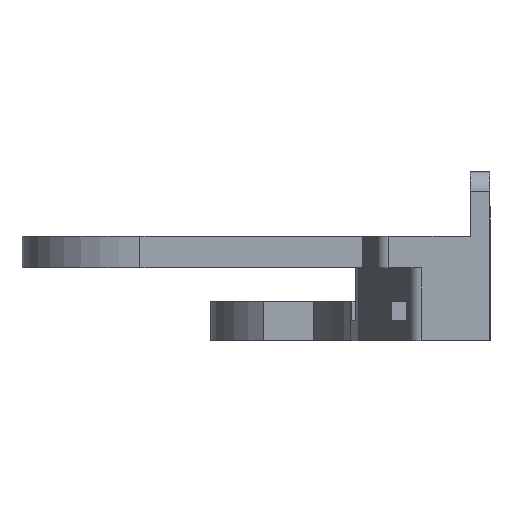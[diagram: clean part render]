
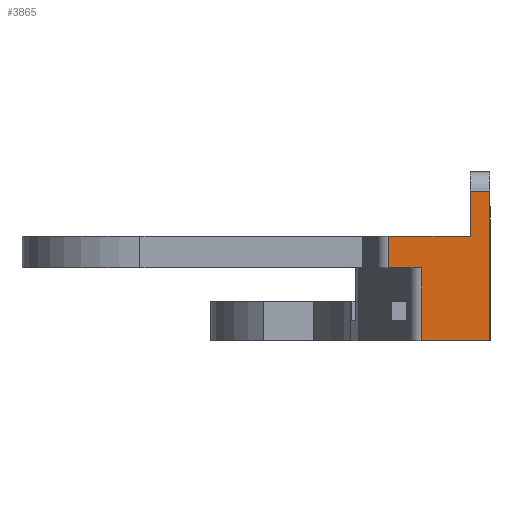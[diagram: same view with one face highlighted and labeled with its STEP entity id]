
A CAD part, left-side view. The second image highlights one B-rep face of the part: STEP entity #3865.
In plain terms, the highlighted planar face has unit normal (-1, 0, 0).
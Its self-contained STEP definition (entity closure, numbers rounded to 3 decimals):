
#337=DIRECTION('',(0.,1.,0.));
#338=VECTOR('',#337,20.779);
#339=CARTESIAN_POINT('',(-80.,5.,-68.5));
#340=LINE('',#339,#338);
#610=DIRECTION('',(0.,-1.,0.));
#611=VECTOR('',#610,17.504);
#612=CARTESIAN_POINT('',(-80.,17.504,-95.));
#613=LINE('',#612,#611);
#1137=DIRECTION('',(0.,-1.,0.));
#1138=VECTOR('',#1137,8.275);
#1139=CARTESIAN_POINT('',(-80.,25.779,-76.5));
#1140=LINE('',#1139,#1138);
#1223=DIRECTION('',(0.,1.,0.));
#1224=VECTOR('',#1223,5.);
#1225=CARTESIAN_POINT('',(-80.,0.,-57.));
#1226=LINE('',#1225,#1224);
#1227=DIRECTION('',(0.,0.,-1.));
#1228=VECTOR('',#1227,38.);
#1229=CARTESIAN_POINT('',(-80.,0.,-57.));
#1230=LINE('',#1229,#1228);
#1231=DIRECTION('',(0.,0.,-1.));
#1232=VECTOR('',#1231,18.5);
#1233=CARTESIAN_POINT('',(-80.,17.504,-76.5));
#1234=LINE('',#1233,#1232);
#1235=DIRECTION('',(0.,0.,-1.));
#1236=VECTOR('',#1235,8.);
#1237=CARTESIAN_POINT('',(-80.,25.779,-68.5));
#1238=LINE('',#1237,#1236);
#1239=DIRECTION('',(0.,0.,1.));
#1240=VECTOR('',#1239,11.5);
#1241=CARTESIAN_POINT('',(-80.,5.,-68.5));
#1242=LINE('',#1241,#1240);
#1996=CARTESIAN_POINT('',(-80.,25.779,-76.5));
#1998=VERTEX_POINT('',#1996);
#2002=CARTESIAN_POINT('',(-80.,25.779,-68.5));
#2003=VERTEX_POINT('',#2002);
#2004=CARTESIAN_POINT('',(-80.,17.504,-95.));
#2006=VERTEX_POINT('',#2004);
#2010=CARTESIAN_POINT('',(-80.,17.504,-76.5));
#2011=VERTEX_POINT('',#2010);
#2098=CARTESIAN_POINT('',(-80.,5.,-68.5));
#2099=VERTEX_POINT('',#2098);
#2164=CARTESIAN_POINT('',(-80.,0.,-95.));
#2166=VERTEX_POINT('',#2164);
#2168=CARTESIAN_POINT('',(-80.,5.,-57.));
#2170=VERTEX_POINT('',#2168);
#2174=CARTESIAN_POINT('',(-80.,0.,-57.));
#2175=VERTEX_POINT('',#2174);
#3848=CARTESIAN_POINT('',(-80.,5.,-50.));
#3849=DIRECTION('',(-1.,0.,0.));
#3850=DIRECTION('',(0.,0.,1.));
#3851=AXIS2_PLACEMENT_3D('',#3848,#3849,#3850);
#3852=PLANE('',#3851);
#3854=ORIENTED_EDGE('',*,*,#3853,.F.);
#3855=ORIENTED_EDGE('',*,*,#2395,.T.);
#3856=ORIENTED_EDGE('',*,*,#2981,.F.);
#3858=ORIENTED_EDGE('',*,*,#3857,.F.);
#3859=ORIENTED_EDGE('',*,*,#3693,.F.);
#3860=ORIENTED_EDGE('',*,*,#3843,.F.);
#3861=ORIENTED_EDGE('',*,*,#2626,.F.);
#3862=ORIENTED_EDGE('',*,*,#2507,.T.);
#3863=EDGE_LOOP('',(#3854,#3855,#3856,#3858,#3859,#3860,#3861,#3862));
#3864=FACE_OUTER_BOUND('',#3863,.F.);
#3865=ADVANCED_FACE('',(#3864),#3852,.T.);
#2395=EDGE_CURVE('',#2175,#2166,#1230,.T.);
#2507=EDGE_CURVE('',#2099,#2170,#1242,.T.);
#2626=EDGE_CURVE('',#2099,#2003,#340,.T.);
#2981=EDGE_CURVE('',#2006,#2166,#613,.T.);
#3693=EDGE_CURVE('',#1998,#2011,#1140,.T.);
#3843=EDGE_CURVE('',#2003,#1998,#1238,.T.);
#3853=EDGE_CURVE('',#2175,#2170,#1226,.T.);
#3857=EDGE_CURVE('',#2011,#2006,#1234,.T.);
